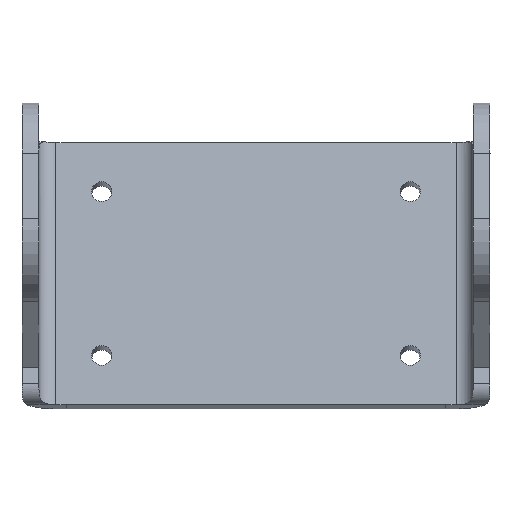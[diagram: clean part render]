
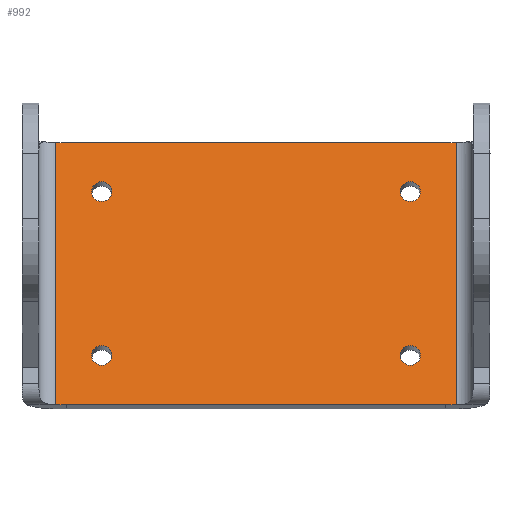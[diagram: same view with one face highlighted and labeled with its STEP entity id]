
A CAD part, front view. The second image highlights one B-rep face of the part: STEP entity #992.
In plain terms, the highlighted planar face has unit normal (0, -0.966, 0.259).
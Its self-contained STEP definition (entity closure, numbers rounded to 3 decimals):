
#22=FACE_BOUND('',#184,.T.);
#23=FACE_BOUND('',#185,.T.);
#24=FACE_BOUND('',#186,.T.);
#25=FACE_BOUND('',#187,.T.);
#60=CIRCLE('',#1068,3.);
#61=CIRCLE('',#1069,3.);
#62=CIRCLE('',#1070,3.);
#63=CIRCLE('',#1071,3.);
#100=PLANE('',#1067);
#124=FACE_OUTER_BOUND('',#183,.T.);
#183=EDGE_LOOP('',(#700,#701,#702,#703,#704,#705,#706,#707));
#184=EDGE_LOOP('',(#708));
#185=EDGE_LOOP('',(#709));
#186=EDGE_LOOP('',(#710));
#187=EDGE_LOOP('',(#711));
#261=LINE('',#1464,#347);
#271=LINE('',#1553,#357);
#272=LINE('',#1556,#358);
#273=LINE('',#1558,#359);
#274=LINE('',#1559,#360);
#275=LINE('',#1561,#361);
#276=LINE('',#1563,#362);
#277=LINE('',#1564,#363);
#347=VECTOR('',#1159,10.);
#357=VECTOR('',#1191,10.);
#358=VECTOR('',#1194,10.);
#359=VECTOR('',#1195,10.);
#360=VECTOR('',#1196,10.);
#361=VECTOR('',#1197,10.);
#362=VECTOR('',#1198,10.);
#363=VECTOR('',#1199,10.);
#441=VERTEX_POINT('',#1445);
#443=VERTEX_POINT('',#1463);
#458=VERTEX_POINT('',#1512);
#463=VERTEX_POINT('',#1536);
#464=VERTEX_POINT('',#1555);
#465=VERTEX_POINT('',#1557);
#466=VERTEX_POINT('',#1560);
#467=VERTEX_POINT('',#1562);
#468=VERTEX_POINT('',#1565);
#469=VERTEX_POINT('',#1567);
#470=VERTEX_POINT('',#1569);
#471=VERTEX_POINT('',#1571);
#534=EDGE_CURVE('',#441,#443,#261,.T.);
#556=EDGE_CURVE('',#463,#458,#271,.T.);
#557=EDGE_CURVE('',#464,#441,#272,.T.);
#558=EDGE_CURVE('',#464,#465,#273,.F.);
#559=EDGE_CURVE('',#458,#465,#274,.T.);
#560=EDGE_CURVE('',#466,#463,#275,.T.);
#561=EDGE_CURVE('',#466,#467,#276,.F.);
#562=EDGE_CURVE('',#443,#467,#277,.T.);
#563=EDGE_CURVE('',#468,#468,#60,.T.);
#564=EDGE_CURVE('',#469,#469,#61,.T.);
#565=EDGE_CURVE('',#470,#470,#62,.T.);
#566=EDGE_CURVE('',#471,#471,#63,.T.);
#700=ORIENTED_EDGE('',*,*,#534,.F.);
#701=ORIENTED_EDGE('',*,*,#557,.F.);
#702=ORIENTED_EDGE('',*,*,#558,.T.);
#703=ORIENTED_EDGE('',*,*,#559,.F.);
#704=ORIENTED_EDGE('',*,*,#556,.F.);
#705=ORIENTED_EDGE('',*,*,#560,.F.);
#706=ORIENTED_EDGE('',*,*,#561,.T.);
#707=ORIENTED_EDGE('',*,*,#562,.F.);
#708=ORIENTED_EDGE('',*,*,#563,.T.);
#709=ORIENTED_EDGE('',*,*,#564,.T.);
#710=ORIENTED_EDGE('',*,*,#565,.T.);
#711=ORIENTED_EDGE('',*,*,#566,.T.);
#992=ADVANCED_FACE('',(#124,#22,#23,#24,#25),#100,.T.);
#1067=AXIS2_PLACEMENT_3D('',#1554,#1192,#1193);
#1068=AXIS2_PLACEMENT_3D('',#1566,#1200,#1201);
#1069=AXIS2_PLACEMENT_3D('',#1568,#1202,#1203);
#1070=AXIS2_PLACEMENT_3D('',#1570,#1204,#1205);
#1071=AXIS2_PLACEMENT_3D('',#1572,#1206,#1207);
#1159=DIRECTION('',(0.,0.259,0.966));
#1191=DIRECTION('',(0.,-0.259,-0.966));
#1192=DIRECTION('center_axis',(0.,-0.966,
0.259));
#1193=DIRECTION('ref_axis',(0.,-0.259,-0.966));
#1194=DIRECTION('',(-1.,0.,0.));
#1195=DIRECTION('',(-1.,0.,0.));
#1196=DIRECTION('',(-1.,0.,0.));
#1197=DIRECTION('',(1.,0.,0.));
#1198=DIRECTION('',(1.,0.,0.));
#1199=DIRECTION('',(1.,0.,0.));
#1200=DIRECTION('center_axis',(0.,0.966,-0.259));
#1201=DIRECTION('ref_axis',(-1.,0.,0.));
#1202=DIRECTION('center_axis',(0.,0.966,-0.259));
#1203=DIRECTION('ref_axis',(-1.,0.,0.));
#1204=DIRECTION('center_axis',(0.,0.966,-0.259));
#1205=DIRECTION('ref_axis',(-1.,0.,0.));
#1206=DIRECTION('center_axis',(0.,0.966,-0.259));
#1207=DIRECTION('ref_axis',(-1.,0.,0.));
#1445=CARTESIAN_POINT('',(-59.161,57.394,62.224));
#1463=CARTESIAN_POINT('',(-59.161,78.1,139.498));
#1464=CARTESIAN_POINT('',(-59.161,70.982,112.935));
#1512=CARTESIAN_POINT('',(58.839,57.394,62.224));
#1536=CARTESIAN_POINT('',(58.839,78.1,139.498));
#1553=CARTESIAN_POINT('',(58.839,70.982,112.935));
#1554=CARTESIAN_POINT('Origin',(-62.661,74.218,125.009));
#1555=CARTESIAN_POINT('',(-56.161,57.394,62.224));
#1556=CARTESIAN_POINT('',(-0.161,57.394,62.224));
#1557=CARTESIAN_POINT('',(55.839,57.394,62.224));
#1558=CARTESIAN_POINT('',(-65.161,57.394,62.224));
#1559=CARTESIAN_POINT('',(-0.161,57.394,62.224));
#1560=CARTESIAN_POINT('',(55.839,78.1,139.498));
#1561=CARTESIAN_POINT('',(2.339,78.1,139.498));
#1562=CARTESIAN_POINT('',(-56.161,78.1,139.498));
#1563=CARTESIAN_POINT('',(2.339,78.1,139.498));
#1564=CARTESIAN_POINT('',(2.339,78.1,139.498));
#1565=CARTESIAN_POINT('',(48.339,74.218,125.009));
#1566=CARTESIAN_POINT('Origin',(45.339,74.218,125.009));
#1567=CARTESIAN_POINT('',(-42.661,61.277,76.713));
#1568=CARTESIAN_POINT('Origin',(-45.661,61.277,76.713));
#1569=CARTESIAN_POINT('',(48.339,61.277,76.713));
#1570=CARTESIAN_POINT('Origin',(45.339,61.277,76.713));
#1571=CARTESIAN_POINT('',(-42.661,74.218,125.009));
#1572=CARTESIAN_POINT('Origin',(-45.661,74.218,125.009));
